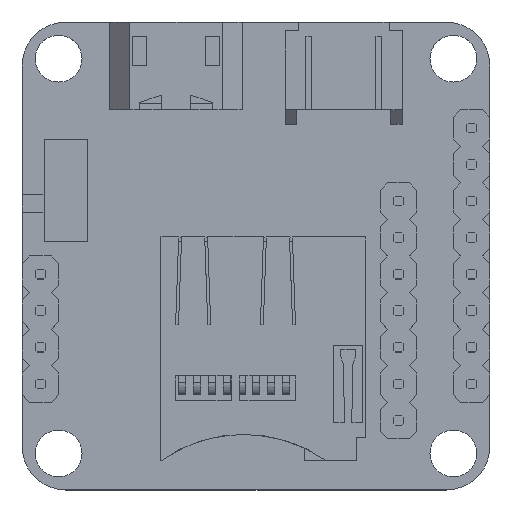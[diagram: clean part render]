
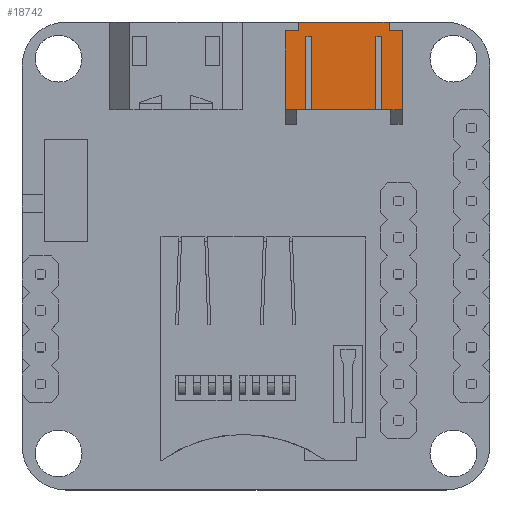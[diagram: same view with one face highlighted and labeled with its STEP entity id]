
A CAD part, top view. The second image highlights one B-rep face of the part: STEP entity #18742.
In plain terms, the highlighted planar face has unit normal (0, 0, 1).
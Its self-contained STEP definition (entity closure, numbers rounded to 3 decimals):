
#1038=PLANE('',#19842);
#1907=FACE_OUTER_BOUND('',#2976,.T.);
#2976=EDGE_LOOP('',(#15720,#15721,#15722,#15723,#15724,#15725,#15726,#15727,
#15728,#15729,#15730,#15731,#15732,#15733,#15734,#15735));
#4779=LINE('',#27364,#7182);
#4793=LINE('',#27391,#7196);
#4794=LINE('',#27393,#7197);
#4795=LINE('',#27396,#7198);
#4801=LINE('',#27408,#7204);
#4809=LINE('',#27423,#7212);
#4856=LINE('',#27518,#7259);
#4857=LINE('',#27521,#7260);
#4866=LINE('',#27538,#7269);
#4870=LINE('',#27546,#7273);
#4871=LINE('',#27548,#7274);
#4872=LINE('',#27550,#7275);
#4873=LINE('',#27551,#7276);
#4874=LINE('',#27553,#7277);
#4875=LINE('',#27555,#7278);
#4876=LINE('',#27556,#7279);
#7182=VECTOR('',#22686,10.);
#7196=VECTOR('',#22708,10.);
#7197=VECTOR('',#22711,10.);
#7198=VECTOR('',#22714,10.);
#7204=VECTOR('',#22720,10.);
#7212=VECTOR('',#22728,10.);
#7259=VECTOR('',#22797,10.);
#7260=VECTOR('',#22800,10.);
#7269=VECTOR('',#22817,10.);
#7273=VECTOR('',#22823,10.);
#7274=VECTOR('',#22824,10.);
#7275=VECTOR('',#22825,10.);
#7276=VECTOR('',#22826,10.);
#7277=VECTOR('',#22827,10.);
#7278=VECTOR('',#22828,10.);
#7279=VECTOR('',#22829,10.);
#9253=VERTEX_POINT('',#27361);
#9254=VERTEX_POINT('',#27363);
#9262=VERTEX_POINT('',#27387);
#9263=VERTEX_POINT('',#27389);
#9264=VERTEX_POINT('',#27395);
#9269=VERTEX_POINT('',#27405);
#9270=VERTEX_POINT('',#27407);
#9277=VERTEX_POINT('',#27421);
#9313=VERTEX_POINT('',#27514);
#9314=VERTEX_POINT('',#27516);
#9315=VERTEX_POINT('',#27520);
#9322=VERTEX_POINT('',#27545);
#9323=VERTEX_POINT('',#27547);
#9324=VERTEX_POINT('',#27549);
#9325=VERTEX_POINT('',#27552);
#9326=VERTEX_POINT('',#27554);
#11504=EDGE_CURVE('',#9253,#9254,#4779,.T.);
#11518=EDGE_CURVE('',#9263,#9262,#4793,.T.);
#11519=EDGE_CURVE('',#9254,#9263,#4794,.T.);
#11520=EDGE_CURVE('',#9262,#9264,#4795,.T.);
#11526=EDGE_CURVE('',#9269,#9270,#4801,.T.);
#11534=EDGE_CURVE('',#9277,#9253,#4809,.T.);
#11581=EDGE_CURVE('',#9314,#9313,#4856,.T.);
#11582=EDGE_CURVE('',#9315,#9314,#4857,.T.);
#11591=EDGE_CURVE('',#9313,#9277,#4866,.T.);
#11595=EDGE_CURVE('',#9322,#9315,#4870,.T.);
#11596=EDGE_CURVE('',#9322,#9323,#4871,.T.);
#11597=EDGE_CURVE('',#9323,#9324,#4872,.T.);
#11598=EDGE_CURVE('',#9324,#9270,#4873,.T.);
#11599=EDGE_CURVE('',#9269,#9325,#4874,.T.);
#11600=EDGE_CURVE('',#9325,#9326,#4875,.T.);
#11601=EDGE_CURVE('',#9326,#9264,#4876,.T.);
#15720=ORIENTED_EDGE('',*,*,#11504,.F.);
#15721=ORIENTED_EDGE('',*,*,#11534,.F.);
#15722=ORIENTED_EDGE('',*,*,#11591,.F.);
#15723=ORIENTED_EDGE('',*,*,#11581,.F.);
#15724=ORIENTED_EDGE('',*,*,#11582,.F.);
#15725=ORIENTED_EDGE('',*,*,#11595,.F.);
#15726=ORIENTED_EDGE('',*,*,#11596,.T.);
#15727=ORIENTED_EDGE('',*,*,#11597,.T.);
#15728=ORIENTED_EDGE('',*,*,#11598,.T.);
#15729=ORIENTED_EDGE('',*,*,#11526,.F.);
#15730=ORIENTED_EDGE('',*,*,#11599,.T.);
#15731=ORIENTED_EDGE('',*,*,#11600,.T.);
#15732=ORIENTED_EDGE('',*,*,#11601,.T.);
#15733=ORIENTED_EDGE('',*,*,#11520,.F.);
#15734=ORIENTED_EDGE('',*,*,#11518,.F.);
#15735=ORIENTED_EDGE('',*,*,#11519,.F.);
#18742=ADVANCED_FACE('',(#1907),#1038,.T.);
#19842=AXIS2_PLACEMENT_3D('',#27544,#22821,#22822);
#22686=DIRECTION('',(0.,1.,0.));
#22708=DIRECTION('',(0.,-1.,0.));
#22711=DIRECTION('',(-1.,0.,0.));
#22714=DIRECTION('',(-1.,0.,0.));
#22720=DIRECTION('',(-1.,0.,0.));
#22728=DIRECTION('',(-1.,0.,0.));
#22797=DIRECTION('',(1.,0.,0.));
#22800=DIRECTION('',(0.,-1.,0.));
#22817=DIRECTION('',(0.,-1.,0.));
#22821=DIRECTION('center_axis',(0.,0.,1.));
#22822=DIRECTION('ref_axis',(-1.,0.,0.));
#22823=DIRECTION('',(1.,0.,0.));
#22824=DIRECTION('',(0.,-1.,0.));
#22825=DIRECTION('',(-1.,0.,0.));
#22826=DIRECTION('',(0.,-1.,0.));
#22827=DIRECTION('',(0.,1.,0.));
#22828=DIRECTION('',(1.,0.,0.));
#22829=DIRECTION('',(0.,-1.,0.));
#27361=CARTESIAN_POINT('',(8.6,10.,5.6));
#27363=CARTESIAN_POINT('',(8.6,15.,5.6));
#27364=CARTESIAN_POINT('',(8.6,13.,5.6));
#27387=CARTESIAN_POINT('',(8.2,10.,5.6));
#27389=CARTESIAN_POINT('',(8.2,15.,5.6));
#27391=CARTESIAN_POINT('',(8.2,13.,5.6));
#27393=CARTESIAN_POINT('',(9.05,15.,5.6));
#27395=CARTESIAN_POINT('',(3.8,10.,5.6));
#27396=CARTESIAN_POINT('',(6.,10.,5.6));
#27405=CARTESIAN_POINT('',(3.4,10.,5.6));
#27407=CARTESIAN_POINT('',(2.,10.,5.6));
#27408=CARTESIAN_POINT('',(6.,10.,5.6));
#27421=CARTESIAN_POINT('',(10.,10.,5.6));
#27423=CARTESIAN_POINT('',(6.,10.,5.6));
#27514=CARTESIAN_POINT('',(10.,15.4,5.6));
#27516=CARTESIAN_POINT('',(9.1,15.4,5.6));
#27518=CARTESIAN_POINT('',(10.,15.4,5.6));
#27520=CARTESIAN_POINT('',(9.1,16.,5.6));
#27521=CARTESIAN_POINT('',(9.1,14.6,5.6));
#27538=CARTESIAN_POINT('',(10.,16.,5.6));
#27544=CARTESIAN_POINT('Origin',(10.,16.,5.6));
#27545=CARTESIAN_POINT('',(2.9,16.,5.6));
#27546=CARTESIAN_POINT('',(6.,16.,5.6));
#27547=CARTESIAN_POINT('',(2.9,15.4,5.6));
#27548=CARTESIAN_POINT('',(2.9,14.6,5.6));
#27549=CARTESIAN_POINT('',(2.,15.4,5.6));
#27550=CARTESIAN_POINT('',(6.,15.4,5.6));
#27551=CARTESIAN_POINT('',(2.,16.,5.6));
#27552=CARTESIAN_POINT('',(3.4,15.,5.6));
#27553=CARTESIAN_POINT('',(3.4,13.,5.6));
#27554=CARTESIAN_POINT('',(3.8,15.,5.6));
#27555=CARTESIAN_POINT('',(6.95,15.,5.6));
#27556=CARTESIAN_POINT('',(3.8,13.,5.6));
